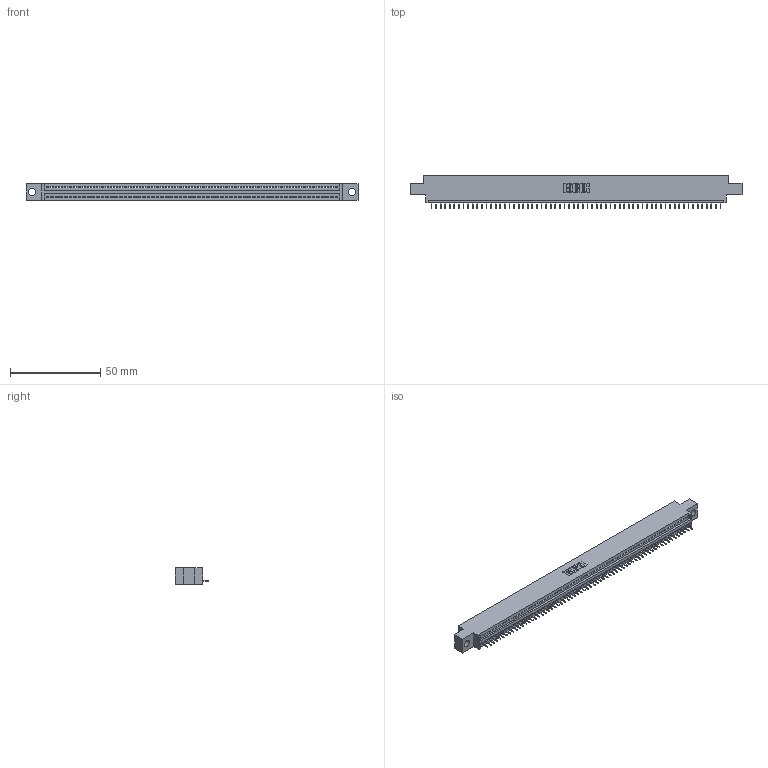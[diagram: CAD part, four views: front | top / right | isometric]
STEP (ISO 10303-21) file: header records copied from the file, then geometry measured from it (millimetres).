
FILE_DESCRIPTION (( 'STEP AP203' ), '1' );
FILE_NAME ('895-064-525-604.STEP', '2020-09-28T10:47:56', ( '' ), ( '' ), 'SwSTEP 2.0', 'SolidWorks 2020', '' );
FILE_SCHEMA (( 'CONFIG_CONTROL_DESIGN' ));
Length unit declared in the file: inch
Products named in the file (3): 895-064-525-604; 845 Part_0.170 Offset - 0.156 Dia-TH; 345-292-001_345-293-125
Assembly tree (65 placements, depth 2):
  895-064-525-604
    845 Part_0.170 Offset - 0.156 Dia-TH
    345-292-001_345-293-125  x64
Bounding box: 183.77 x 18.72 x 9.4 mm (x, y, z)
Volume: 17172.2 mm3; surface area: 22183.3 mm2
Topology: 65 solids, 65 shells, 4098 faces, 11873 edges, 7658 vertices
Faces by surface type: plane 3028, cylinder 1070
Entity records: 45415 total; most frequent: CARTESIAN_POINT 7872, ORIENTED_EDGE 7870, DIRECTION 6843, EDGE_CURVE 3935, LINE 3551, VECTOR 3551, VERTEX_POINT 2618, AXIS2_PLACEMENT_3D 1646
